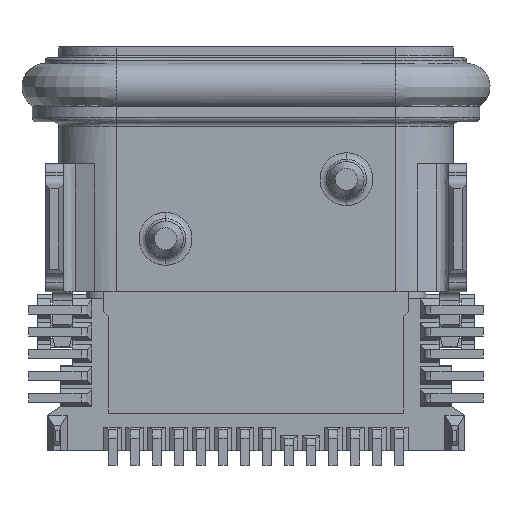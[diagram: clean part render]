
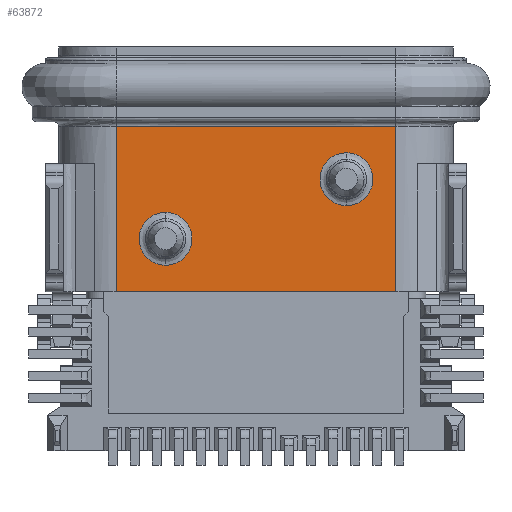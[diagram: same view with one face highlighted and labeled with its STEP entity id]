
A CAD part, front view. The second image highlights one B-rep face of the part: STEP entity #63872.
In plain terms, the highlighted planar face has unit normal (0, -1, 0).
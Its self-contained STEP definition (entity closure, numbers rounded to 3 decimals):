
#62549=CARTESIAN_POINT('',(-3.17,-1.56,3.45));
#62550=VERTEX_POINT('',#62549);
#62712=CARTESIAN_POINT('',(3.17,-1.56,3.45));
#62713=VERTEX_POINT('',#62712);
#63266=CARTESIAN_POINT('',(3.17,-1.56,-0.3));
#63267=VERTEX_POINT('',#63266);
#63275=CARTESIAN_POINT('',(-3.17,-1.56,-0.3));
#63276=VERTEX_POINT('',#63275);
#63277=CARTESIAN_POINT('',(3.17,-1.56,-0.3));
#63278=CARTESIAN_POINT('',(1.057,-1.56,-0.3));
#63279=CARTESIAN_POINT('',(-1.057,-1.56,-0.3));
#63280=CARTESIAN_POINT('',(-3.17,-1.56,-0.3));
#63281=B_SPLINE_CURVE_WITH_KNOTS('',3,(#63277,#63278,#63279,#63280),.UNSPECIFIED.,.F.,.F.,(4,4),(0.0,1.0),.UNSPECIFIED.);
#63282=EDGE_CURVE('',#63267,#63276,#63281,.T.);
#63314=CARTESIAN_POINT('',(-3.17,-1.56,-0.3));
#63315=CARTESIAN_POINT('',(-3.17,-1.56,0.95));
#63316=CARTESIAN_POINT('',(-3.17,-1.56,2.2));
#63317=CARTESIAN_POINT('',(-3.17,-1.56,3.45));
#63318=B_SPLINE_CURVE_WITH_KNOTS('',3,(#63314,#63315,#63316,#63317),.UNSPECIFIED.,.F.,.F.,(4,4),(0.0,1.0),.UNSPECIFIED.);
#63319=EDGE_CURVE('',#63276,#62550,#63318,.T.);
#63337=CARTESIAN_POINT('',(-3.17,-1.56,3.45));
#63338=CARTESIAN_POINT('',(-1.057,-1.56,3.45));
#63339=CARTESIAN_POINT('',(1.057,-1.56,3.45));
#63340=CARTESIAN_POINT('',(3.17,-1.56,3.45));
#63341=B_SPLINE_CURVE_WITH_KNOTS('',3,(#63337,#63338,#63339,#63340),.UNSPECIFIED.,.F.,.F.,(4,4),(0.0,1.0),.UNSPECIFIED.);
#63342=EDGE_CURVE('',#62550,#62713,#63341,.T.);
#63355=CARTESIAN_POINT('',(3.17,-1.56,3.45));
#63356=CARTESIAN_POINT('',(3.17,-1.56,2.2));
#63357=CARTESIAN_POINT('',(3.17,-1.56,0.95));
#63358=CARTESIAN_POINT('',(3.17,-1.56,-0.3));
#63359=B_SPLINE_CURVE_WITH_KNOTS('',3,(#63355,#63356,#63357,#63358),.UNSPECIFIED.,.F.,.F.,(4,4),(0.0,1.0),.UNSPECIFIED.);
#63360=EDGE_CURVE('',#62713,#63267,#63359,.T.);
#63448=CARTESIAN_POINT('',(-2.05,-1.56,0.3));
#63449=VERTEX_POINT('',#63448);
#63457=CARTESIAN_POINT('',(-2.05,-1.56,1.5));
#63458=VERTEX_POINT('',#63457);
#63459=CARTESIAN_POINT('',(-2.05,-1.56,0.3));
#63460=CARTESIAN_POINT('',(-1.971,-1.56,0.3));
#63461=CARTESIAN_POINT('',(-1.893,-1.56,0.316));
#63462=CARTESIAN_POINT('',(-1.82,-1.56,0.346));
#63463=CARTESIAN_POINT('',(-1.748,-1.56,0.376));
#63464=CARTESIAN_POINT('',(-1.681,-1.56,0.42));
#63465=CARTESIAN_POINT('',(-1.626,-1.56,0.476));
#63466=CARTESIAN_POINT('',(-1.57,-1.56,0.531));
#63467=CARTESIAN_POINT('',(-1.526,-1.56,0.598));
#63468=CARTESIAN_POINT('',(-1.496,-1.56,0.67));
#63469=CARTESIAN_POINT('',(-1.466,-1.56,0.743));
#63470=CARTESIAN_POINT('',(-1.45,-1.56,0.821));
#63471=CARTESIAN_POINT('',(-1.45,-1.56,0.9));
#63472=CARTESIAN_POINT('',(-1.45,-1.56,0.979));
#63473=CARTESIAN_POINT('',(-1.466,-1.56,1.057));
#63474=CARTESIAN_POINT('',(-1.496,-1.56,1.13));
#63475=CARTESIAN_POINT('',(-1.526,-1.56,1.202));
#63476=CARTESIAN_POINT('',(-1.57,-1.56,1.269));
#63477=CARTESIAN_POINT('',(-1.626,-1.56,1.324));
#63478=CARTESIAN_POINT('',(-1.681,-1.56,1.38));
#63479=CARTESIAN_POINT('',(-1.748,-1.56,1.424));
#63480=CARTESIAN_POINT('',(-1.82,-1.56,1.454));
#63481=CARTESIAN_POINT('',(-1.893,-1.56,1.484));
#63482=CARTESIAN_POINT('',(-1.971,-1.56,1.5));
#63483=CARTESIAN_POINT('',(-2.05,-1.56,1.5));
#63484=B_SPLINE_CURVE_WITH_KNOTS('',3,(#63459,#63460,#63461,#63462,#63463,#63464,#63465,#63466,#63467,#63468,#63469,#63470,#63471,#63472,#63473,#63474,#63475,#63476,#63477,#63478,#63479,#63480,#63481,#63482,#63483),.UNSPECIFIED.,.F.,.F.,(4,3,3,3,3,3,3,3,4),(0.0,0.125,0.25,0.375,0.5,0.625,0.75,0.875,1.0),.UNSPECIFIED.);
#63485=EDGE_CURVE('',#63449,#63458,#63484,.T.);
#63578=CARTESIAN_POINT('',(-2.05,-1.56,1.5));
#63579=CARTESIAN_POINT('',(-2.129,-1.56,1.5));
#63580=CARTESIAN_POINT('',(-2.207,-1.56,1.484));
#63581=CARTESIAN_POINT('',(-2.28,-1.56,1.454));
#63582=CARTESIAN_POINT('',(-2.352,-1.56,1.424));
#63583=CARTESIAN_POINT('',(-2.419,-1.56,1.38));
#63584=CARTESIAN_POINT('',(-2.474,-1.56,1.324));
#63585=CARTESIAN_POINT('',(-2.53,-1.56,1.269));
#63586=CARTESIAN_POINT('',(-2.574,-1.56,1.202));
#63587=CARTESIAN_POINT('',(-2.604,-1.56,1.13));
#63588=CARTESIAN_POINT('',(-2.634,-1.56,1.057));
#63589=CARTESIAN_POINT('',(-2.65,-1.56,0.979));
#63590=CARTESIAN_POINT('',(-2.65,-1.56,0.9));
#63591=CARTESIAN_POINT('',(-2.65,-1.56,0.821));
#63592=CARTESIAN_POINT('',(-2.634,-1.56,0.743));
#63593=CARTESIAN_POINT('',(-2.604,-1.56,0.67));
#63594=CARTESIAN_POINT('',(-2.574,-1.56,0.598));
#63595=CARTESIAN_POINT('',(-2.53,-1.56,0.531));
#63596=CARTESIAN_POINT('',(-2.474,-1.56,0.476));
#63597=CARTESIAN_POINT('',(-2.419,-1.56,0.42));
#63598=CARTESIAN_POINT('',(-2.352,-1.56,0.376));
#63599=CARTESIAN_POINT('',(-2.28,-1.56,0.346));
#63600=CARTESIAN_POINT('',(-2.207,-1.56,0.316));
#63601=CARTESIAN_POINT('',(-2.129,-1.56,0.3));
#63602=CARTESIAN_POINT('',(-2.05,-1.56,0.3));
#63603=B_SPLINE_CURVE_WITH_KNOTS('',3,(#63578,#63579,#63580,#63581,#63582,#63583,#63584,#63585,#63586,#63587,#63588,#63589,#63590,#63591,#63592,#63593,#63594,#63595,#63596,#63597,#63598,#63599,#63600,#63601,#63602),.UNSPECIFIED.,.F.,.F.,(4,3,3,3,3,3,3,3,4),(0.0,0.125,0.25,0.375,0.5,0.625,0.75,0.875,1.0),.UNSPECIFIED.);
#63604=EDGE_CURVE('',#63458,#63449,#63603,.T.);
#63690=CARTESIAN_POINT('',(2.05,-1.56,1.65));
#63691=VERTEX_POINT('',#63690);
#63699=CARTESIAN_POINT('',(2.05,-1.56,2.85));
#63700=VERTEX_POINT('',#63699);
#63701=CARTESIAN_POINT('',(2.05,-1.56,1.65));
#63702=CARTESIAN_POINT('',(2.129,-1.56,1.65));
#63703=CARTESIAN_POINT('',(2.207,-1.56,1.666));
#63704=CARTESIAN_POINT('',(2.28,-1.56,1.696));
#63705=CARTESIAN_POINT('',(2.352,-1.56,1.726));
#63706=CARTESIAN_POINT('',(2.419,-1.56,1.77));
#63707=CARTESIAN_POINT('',(2.474,-1.56,1.826));
#63708=CARTESIAN_POINT('',(2.53,-1.56,1.881));
#63709=CARTESIAN_POINT('',(2.574,-1.56,1.948));
#63710=CARTESIAN_POINT('',(2.604,-1.56,2.02));
#63711=CARTESIAN_POINT('',(2.634,-1.56,2.093));
#63712=CARTESIAN_POINT('',(2.65,-1.56,2.171));
#63713=CARTESIAN_POINT('',(2.65,-1.56,2.25));
#63714=CARTESIAN_POINT('',(2.65,-1.56,2.329));
#63715=CARTESIAN_POINT('',(2.634,-1.56,2.407));
#63716=CARTESIAN_POINT('',(2.604,-1.56,2.48));
#63717=CARTESIAN_POINT('',(2.574,-1.56,2.552));
#63718=CARTESIAN_POINT('',(2.53,-1.56,2.619));
#63719=CARTESIAN_POINT('',(2.474,-1.56,2.674));
#63720=CARTESIAN_POINT('',(2.419,-1.56,2.73));
#63721=CARTESIAN_POINT('',(2.352,-1.56,2.774));
#63722=CARTESIAN_POINT('',(2.28,-1.56,2.804));
#63723=CARTESIAN_POINT('',(2.207,-1.56,2.834));
#63724=CARTESIAN_POINT('',(2.129,-1.56,2.85));
#63725=CARTESIAN_POINT('',(2.05,-1.56,2.85));
#63726=B_SPLINE_CURVE_WITH_KNOTS('',3,(#63701,#63702,#63703,#63704,#63705,#63706,#63707,#63708,#63709,#63710,#63711,#63712,#63713,#63714,#63715,#63716,#63717,#63718,#63719,#63720,#63721,#63722,#63723,#63724,#63725),.UNSPECIFIED.,.F.,.F.,(4,3,3,3,3,3,3,3,4),(0.0,0.125,0.25,0.375,0.5,0.625,0.75,0.875,1.0),.UNSPECIFIED.);
#63727=EDGE_CURVE('',#63691,#63700,#63726,.T.);
#63820=CARTESIAN_POINT('',(2.05,-1.56,2.85));
#63821=CARTESIAN_POINT('',(1.971,-1.56,2.85));
#63822=CARTESIAN_POINT('',(1.893,-1.56,2.834));
#63823=CARTESIAN_POINT('',(1.82,-1.56,2.804));
#63824=CARTESIAN_POINT('',(1.748,-1.56,2.774));
#63825=CARTESIAN_POINT('',(1.681,-1.56,2.73));
#63826=CARTESIAN_POINT('',(1.626,-1.56,2.674));
#63827=CARTESIAN_POINT('',(1.57,-1.56,2.619));
#63828=CARTESIAN_POINT('',(1.526,-1.56,2.552));
#63829=CARTESIAN_POINT('',(1.496,-1.56,2.48));
#63830=CARTESIAN_POINT('',(1.466,-1.56,2.407));
#63831=CARTESIAN_POINT('',(1.45,-1.56,2.329));
#63832=CARTESIAN_POINT('',(1.45,-1.56,2.25));
#63833=CARTESIAN_POINT('',(1.45,-1.56,2.171));
#63834=CARTESIAN_POINT('',(1.466,-1.56,2.093));
#63835=CARTESIAN_POINT('',(1.496,-1.56,2.02));
#63836=CARTESIAN_POINT('',(1.526,-1.56,1.948));
#63837=CARTESIAN_POINT('',(1.57,-1.56,1.881));
#63838=CARTESIAN_POINT('',(1.626,-1.56,1.826));
#63839=CARTESIAN_POINT('',(1.681,-1.56,1.77));
#63840=CARTESIAN_POINT('',(1.748,-1.56,1.726));
#63841=CARTESIAN_POINT('',(1.82,-1.56,1.696));
#63842=CARTESIAN_POINT('',(1.893,-1.56,1.666));
#63843=CARTESIAN_POINT('',(1.971,-1.56,1.65));
#63844=CARTESIAN_POINT('',(2.05,-1.56,1.65));
#63845=B_SPLINE_CURVE_WITH_KNOTS('',3,(#63820,#63821,#63822,#63823,#63824,#63825,#63826,#63827,#63828,#63829,#63830,#63831,#63832,#63833,#63834,#63835,#63836,#63837,#63838,#63839,#63840,#63841,#63842,#63843,#63844),.UNSPECIFIED.,.F.,.F.,(4,3,3,3,3,3,3,3,4),(0.0,0.125,0.25,0.375,0.5,0.625,0.75,0.875,1.0),.UNSPECIFIED.);
#63846=EDGE_CURVE('',#63700,#63691,#63845,.T.);
#63853=CARTESIAN_POINT('',(3.297,-1.56,3.525));
#63854=DIRECTION('',(0.0,1.0,0.0));
#63855=DIRECTION('',(0.0,0.0,-1.0));
#63856=AXIS2_PLACEMENT_3D('',#63853,#63854,#63855);
#63857=PLANE('',#63856);
#63858=ORIENTED_EDGE('',*,*,#63727,.F.);
#63859=ORIENTED_EDGE('',*,*,#63846,.F.);
#63860=EDGE_LOOP('',(#63858,#63859));
#63861=FACE_BOUND('',#63860,.T.);
#63862=ORIENTED_EDGE('',*,*,#63485,.F.);
#63863=ORIENTED_EDGE('',*,*,#63604,.F.);
#63864=EDGE_LOOP('',(#63862,#63863));
#63865=FACE_BOUND('',#63864,.T.);
#63866=ORIENTED_EDGE('',*,*,#63342,.F.);
#63867=ORIENTED_EDGE('',*,*,#63319,.F.);
#63868=ORIENTED_EDGE('',*,*,#63282,.F.);
#63869=ORIENTED_EDGE('',*,*,#63360,.F.);
#63870=EDGE_LOOP('',(#63866,#63867,#63868,#63869));
#63871=FACE_BOUND('',#63870,.T.);
#63872=ADVANCED_FACE('',(#63861,#63865,#63871),#63857,.F.);
